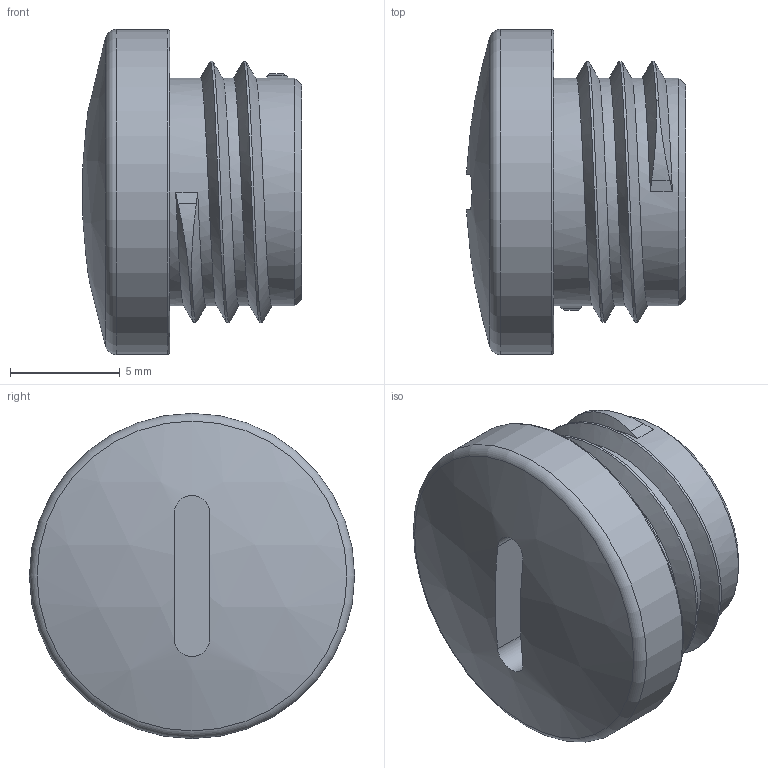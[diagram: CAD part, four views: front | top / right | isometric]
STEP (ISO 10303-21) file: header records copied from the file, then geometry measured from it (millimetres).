
FILE_DESCRIPTION(/* description */ ('Verschlussschraube M 12x1,5'),/* implementation_level */ '2;1');
FILE_NAME(/* name */ '13007512-RST.stp',/* time_stamp */ '2020-04-23T11:51:15+02:00',/* author */ ('sl'),/* organization */ (''),/* preprocessor_version */ 'ST-DEVELOPER v16.5',/* originating_system */ 'Autodesk Inventor 2017',/* authorisation */ '');
FILE_SCHEMA (('AUTOMOTIVE_DESIGN { 1 0 10303 214 3 1 1 }'));
Length unit declared in the file: millimetre
Products named in the file (1): 13007512
Bounding box: 9.97 x 14.79 x 14.79 mm (x, y, z)
Volume: 782.2 mm3; surface area: 982.1 mm2
Topology: 1 solids, 1 shells, 34 faces, 85 edges, 56 vertices
Faces by surface type: plane 13, cylinder 11, torus 4, sphere 3, bspline 2, cone 1
Full cylindrical faces by diameter (mm): 7.83 x1, 10.358 x3, 14.79 x1
Entity records: 1487 total; most frequent: CARTESIAN_POINT 748, DIRECTION 145, ORIENTED_EDGE 136, EDGE_CURVE 68, AXIS2_PLACEMENT_3D 60, VERTEX_POINT 48, EDGE_LOOP 42, FACE_OUTER_BOUND 32
